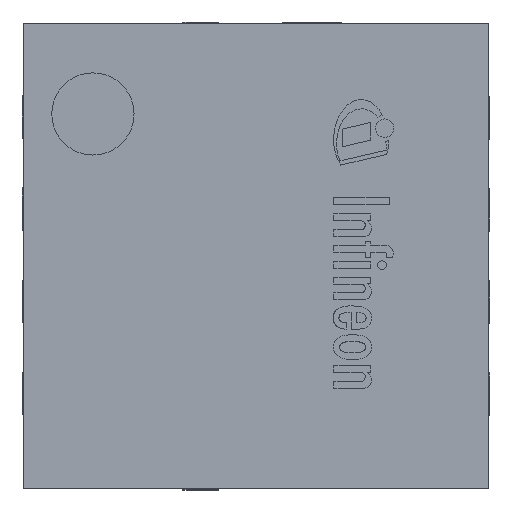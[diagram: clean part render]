
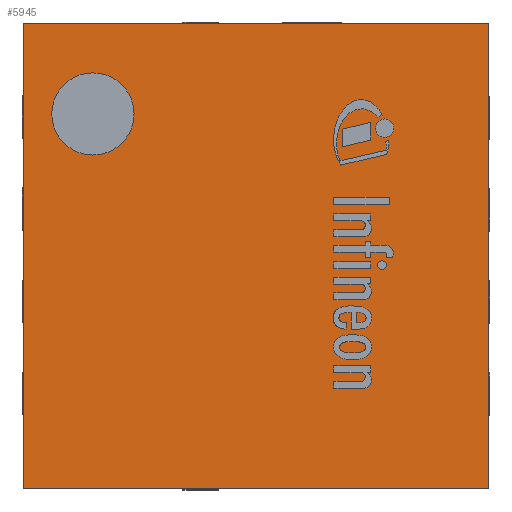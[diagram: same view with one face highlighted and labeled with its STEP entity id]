
A CAD part, top view. The second image highlights one B-rep face of the part: STEP entity #5945.
In plain terms, the highlighted planar face has unit normal (0, 0, 1).
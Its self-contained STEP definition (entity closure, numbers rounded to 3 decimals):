
#190=FACE_BOUND('',#825,.T.);
#199=CIRCLE('',#6302,0.29);
#486=FACE_OUTER_BOUND('',#824,.T.);
#824=EDGE_LOOP('',(#4013,#4014,#4015,#4016));
#825=EDGE_LOOP('',(#4017));
#1162=LINE('',#8773,#1789);
#1219=LINE('',#8884,#1846);
#1228=LINE('',#8901,#1855);
#1229=LINE('',#8902,#1856);
#1789=VECTOR('',#6912,1.);
#1846=VECTOR('',#6985,1.);
#1855=VECTOR('',#6996,1.);
#1856=VECTOR('',#6997,1.);
#2416=VERTEX_POINT('',#8771);
#2417=VERTEX_POINT('',#8772);
#2463=VERTEX_POINT('',#8883);
#2470=VERTEX_POINT('',#8900);
#2471=VERTEX_POINT('',#8903);
#3022=EDGE_CURVE('',#2416,#2417,#1162,.T.);
#3079=EDGE_CURVE('',#2463,#2416,#1219,.T.);
#3088=EDGE_CURVE('',#2417,#2470,#1228,.T.);
#3089=EDGE_CURVE('',#2470,#2463,#1229,.T.);
#3090=EDGE_CURVE('',#2471,#2471,#199,.T.);
#4013=ORIENTED_EDGE('',*,*,#3022,.T.);
#4014=ORIENTED_EDGE('',*,*,#3088,.T.);
#4015=ORIENTED_EDGE('',*,*,#3089,.T.);
#4016=ORIENTED_EDGE('',*,*,#3079,.T.);
#4017=ORIENTED_EDGE('',*,*,#3090,.T.);
#5746=PLANE('',#6301);
#5945=ADVANCED_FACE('',(#486,#190),#5746,.T.);
#6301=AXIS2_PLACEMENT_3D('',#8899,#6994,#6995);
#6302=AXIS2_PLACEMENT_3D('',#8904,#6998,#6999);
#6912=DIRECTION('',(0.,-1.,0.));
#6985=DIRECTION('',(-1.,0.,0.));
#6994=DIRECTION('center_axis',(0.,0.,1.));
#6995=DIRECTION('ref_axis',(0.,-1.,0.));
#6996=DIRECTION('',(1.,0.,0.));
#6997=DIRECTION('',(0.,1.,0.));
#6998=DIRECTION('center_axis',(0.,0.,-1.));
#6999=DIRECTION('ref_axis',(-1.,0.,0.));
#8771=CARTESIAN_POINT('',(-1.64,1.64,1.1));
#8772=CARTESIAN_POINT('',(-1.64,-1.64,1.1));
#8773=CARTESIAN_POINT('',(-1.64,0.,1.1));
#8883=CARTESIAN_POINT('',(1.64,1.64,1.1));
#8884=CARTESIAN_POINT('',(-0.002,1.64,1.1));
#8899=CARTESIAN_POINT('Origin',(0.,0.,
1.1));
#8900=CARTESIAN_POINT('',(1.64,-1.64,1.1));
#8901=CARTESIAN_POINT('',(-0.007,-1.64,1.1));
#8902=CARTESIAN_POINT('',(1.64,0.002,1.1));
#8903=CARTESIAN_POINT('',(-0.86,1.,1.1));
#8904=CARTESIAN_POINT('Origin',(-1.15,1.,1.1));
